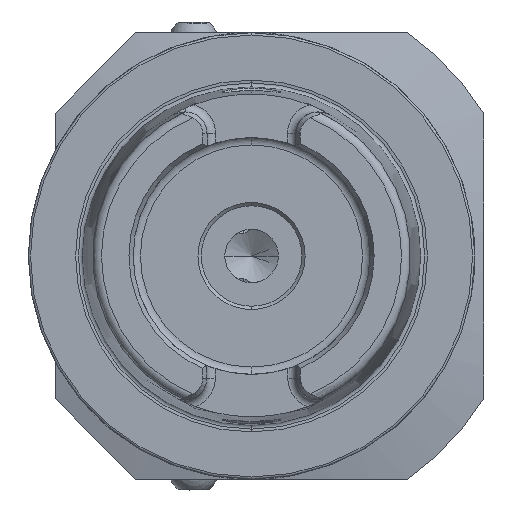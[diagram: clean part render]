
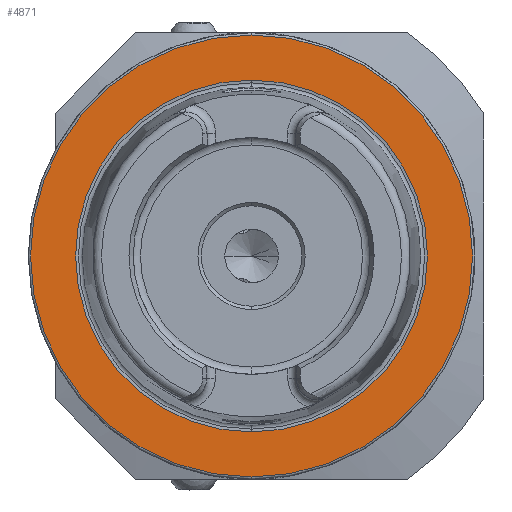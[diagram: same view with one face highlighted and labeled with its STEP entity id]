
A CAD part, left-side view. The second image highlights one B-rep face of the part: STEP entity #4871.
In plain terms, the highlighted planar face has unit normal (-1, 0, 0).
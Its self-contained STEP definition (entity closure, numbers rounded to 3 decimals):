
#156 = CARTESIAN_POINT ( 'NONE',  ( 0., 49.5, 0. ) ) ;
#159 = FACE_BOUND ( 'NONE', #5863, .T. ) ;
#160 = FACE_OUTER_BOUND ( 'NONE', #6530, .T. ) ;
#161 = PLANE ( 'NONE',  #7923 ) ;
#163 = DIRECTION ( 'NONE',  ( 1., 0., 0. ) ) ;
#164 = DIRECTION ( 'NONE',  ( 0., 0., -1. ) ) ;
#880 = AXIS2_PLACEMENT_3D ( 'NONE', #3928, #3929, #3930 ) ;
#882 = AXIS2_PLACEMENT_3D ( 'NONE', #3925, #3926, #3927 ) ;
#885 = CIRCLE ( 'NONE', #880, 49.5 ) ;
#887 = CIRCLE ( 'NONE', #882, 39.405 ) ;
#2519 = CARTESIAN_POINT ( 'NONE',  ( 0., 0., 49.5 ) ) ;
#2569 = CARTESIAN_POINT ( 'NONE',  ( 0., 0., -49.5 ) ) ;
#2572 = CARTESIAN_POINT ( 'NONE',  ( 0., 0., -39.405 ) ) ;
#2573 = CARTESIAN_POINT ( 'NONE',  ( 0., 0., 39.405 ) ) ;
#2908 = CARTESIAN_POINT ( 'NONE',  ( 0., 0., 0. ) ) ;
#2909 = DIRECTION ( 'NONE',  ( -1., 0., 0. ) ) ;
#2910 = DIRECTION ( 'NONE',  ( 0., 0., 1. ) ) ;
#2918 = CARTESIAN_POINT ( 'NONE',  ( 0., 0., 0. ) ) ;
#2919 = DIRECTION ( 'NONE',  ( -1., 0., 0. ) ) ;
#2920 = DIRECTION ( 'NONE',  ( 0., 0., 1. ) ) ;
#3925 = CARTESIAN_POINT ( 'NONE',  ( 0., 0., 0. ) ) ;
#3926 = DIRECTION ( 'NONE',  ( -1., 0., 0. ) ) ;
#3927 = DIRECTION ( 'NONE',  ( 0., 0., 1. ) ) ;
#3928 = CARTESIAN_POINT ( 'NONE',  ( 0., 0., 0. ) ) ;
#3929 = DIRECTION ( 'NONE',  ( -1., 0., 0. ) ) ;
#3930 = DIRECTION ( 'NONE',  ( 0., 0., 1. ) ) ;
#4387 = EDGE_CURVE ( 'NONE', #7481, #7480, #887, .T. ) ;
#4388 = EDGE_CURVE ( 'NONE', #7476, #7475, #885, .T. ) ;
#4871 = ADVANCED_FACE ( 'NONE', ( #159, #160 ), #161, .F. ) ;
#5863 = EDGE_LOOP ( 'NONE', ( #6386, #6387 ) ) ;
#6386 = ORIENTED_EDGE ( 'NONE', *, *, #4387, .F. ) ;
#6387 = ORIENTED_EDGE ( 'NONE', *, *, #8012, .F. ) ;
#6388 = ORIENTED_EDGE ( 'NONE', *, *, #8016, .T. ) ;
#6389 = ORIENTED_EDGE ( 'NONE', *, *, #4388, .T. ) ;
#6530 = EDGE_LOOP ( 'NONE', ( #6388, #6389 ) ) ;
#7220 = CIRCLE ( 'NONE', #7903, 49.5 ) ;
#7225 = AXIS2_PLACEMENT_3D ( 'NONE', #2908, #2909, #2910 ) ;
#7226 = CIRCLE ( 'NONE', #7225, 39.405 ) ;
#7475 = VERTEX_POINT ( 'NONE', #2519 ) ;
#7476 = VERTEX_POINT ( 'NONE', #2569 ) ;
#7480 = VERTEX_POINT ( 'NONE', #2572 ) ;
#7481 = VERTEX_POINT ( 'NONE', #2573 ) ;
#7903 = AXIS2_PLACEMENT_3D ( 'NONE', #2918, #2919, #2920 ) ;
#7923 = AXIS2_PLACEMENT_3D ( 'NONE', #156, #163, #164 ) ;
#8012 = EDGE_CURVE ( 'NONE', #7480, #7481, #7226, .T. ) ;
#8016 = EDGE_CURVE ( 'NONE', #7475, #7476, #7220, .T. ) ;
